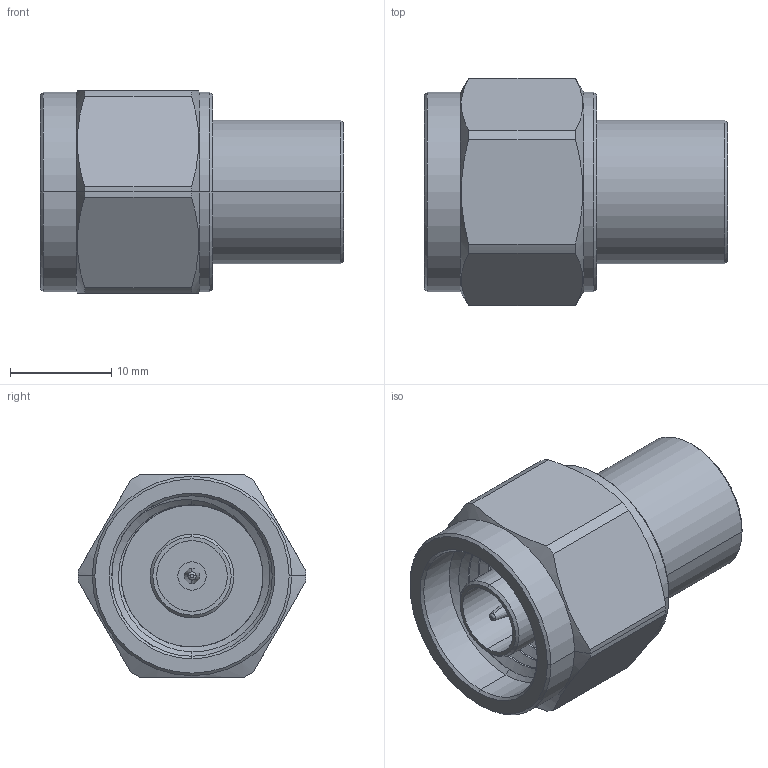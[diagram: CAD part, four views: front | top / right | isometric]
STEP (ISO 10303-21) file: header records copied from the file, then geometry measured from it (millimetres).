
FILE_DESCRIPTION (( 'STEP AP203' ), '1' );
FILE_NAME ('PE6TR009.step', '2018-05-21T21:01:30', ( '' ), ( '' ), 'SwSTEP 2.0', 'SolidWorks 2017', '' );
FILE_SCHEMA (( 'CONFIG_CONTROL_DESIGN' ));
Length unit declared in the file: inch
Products named in the file (1): PE6TR009
Bounding box: 29.97 x 22.51 x 20 mm (x, y, z)
Volume: 6053.7 mm3; surface area: 3740.5 mm2
Topology: 1 solids, 1 shells, 82 faces, 189 edges, 119 vertices
Faces by surface type: cylinder 40, cone 19, plane 18, bspline 3, torus 2
Entity records: 3398 total; most frequent: CARTESIAN_POINT 1499, DIRECTION 390, ORIENTED_EDGE 378, EDGE_CURVE 189, AXIS2_PLACEMENT_3D 163, VERTEX_POINT 119, EDGE_LOOP 92, CIRCLE 83
